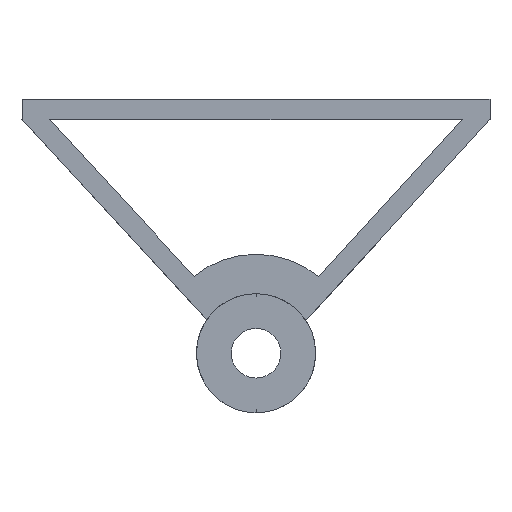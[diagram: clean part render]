
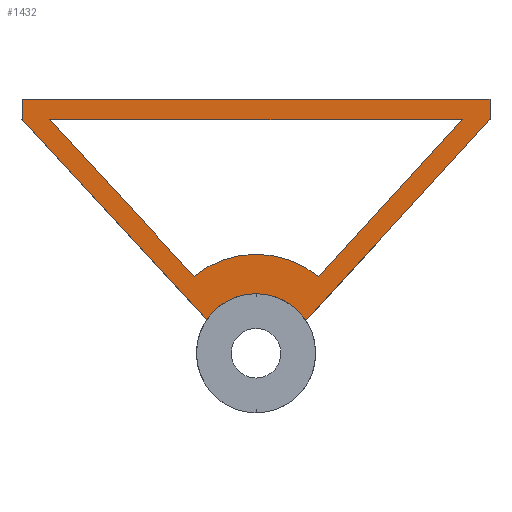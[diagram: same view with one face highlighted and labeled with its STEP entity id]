
A CAD part, left-side view. The second image highlights one B-rep face of the part: STEP entity #1432.
In plain terms, the highlighted planar face has unit normal (-1, 0, 0).
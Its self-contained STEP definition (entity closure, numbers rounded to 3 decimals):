
#12 = AXIS2_PLACEMENT_3D ( 'NONE', #1583, #1320, #189 ) ;
#13 = VECTOR ( 'NONE', #221, 1000. ) ;
#35 = AXIS2_PLACEMENT_3D ( 'NONE', #1652, #753, #1639 ) ;
#42 = DIRECTION ( 'NONE',  ( 0., -0.675, 0.738 ) ) ;
#59 = ORIENTED_EDGE ( 'NONE', *, *, #708, .T. ) ;
#87 = FACE_OUTER_BOUND ( 'NONE', #1427, .T. ) ;
#97 = EDGE_CURVE ( 'NONE', #925, #594, #882, .T. ) ;
#107 = CARTESIAN_POINT ( 'NONE',  ( -79.743, -36.805, 3.2 ) ) ;
#141 = VECTOR ( 'NONE', #595, 1000. ) ;
#168 = CARTESIAN_POINT ( 'NONE',  ( -79.743, 0.001, -36.771 ) ) ;
#189 = DIRECTION ( 'NONE',  ( 0., 0., -1. ) ) ;
#193 = CARTESIAN_POINT ( 'NONE',  ( -79.743, 36.805, 0. ) ) ;
#218 = ORIENTED_EDGE ( 'NONE', *, *, #968, .T. ) ;
#221 = DIRECTION ( 'NONE',  ( 0., 1., 0. ) ) ;
#224 = ORIENTED_EDGE ( 'NONE', *, *, #97, .F. ) ;
#227 = CARTESIAN_POINT ( 'NONE',  ( -79.743, 36.805, 0. ) ) ;
#243 = VECTOR ( 'NONE', #1111, 1000. ) ;
#255 = CARTESIAN_POINT ( 'NONE',  ( -79.743, 36.805, 3.2 ) ) ;
#269 = ORIENTED_EDGE ( 'NONE', *, *, #370, .F. ) ;
#282 = CARTESIAN_POINT ( 'NONE',  ( -79.743, 36.805, 3.2 ) ) ;
#300 = CARTESIAN_POINT ( 'NONE',  ( -79.743, -36.772, 0. ) ) ;
#309 = CARTESIAN_POINT ( 'NONE',  ( -79.743, 0.001, -27.402 ) ) ;
#325 = VERTEX_POINT ( 'NONE', #1173 ) ;
#370 = EDGE_CURVE ( 'NONE', #1286, #1591, #1018, .T. ) ;
#395 = AXIS2_PLACEMENT_3D ( 'NONE', #1109, #458, #1485 ) ;
#418 = VERTEX_POINT ( 'NONE', #1617 ) ;
#428 = EDGE_CURVE ( 'NONE', #418, #1313, #479, .T. ) ;
#441 = EDGE_CURVE ( 'NONE', #594, #941, #1249, .T. ) ;
#458 = DIRECTION ( 'NONE',  ( -1., 0., 0. ) ) ;
#461 = DIRECTION ( 'NONE',  ( 0., -1., 0. ) ) ;
#467 = PLANE ( 'NONE',  #12 ) ;
#479 = LINE ( 'NONE', #988, #13 ) ;
#481 = CARTESIAN_POINT ( 'NONE',  ( -79.743, 7.769, -31.533 ) ) ;
#503 = DIRECTION ( 'NONE',  ( 0., -1., 0. ) ) ;
#510 = CARTESIAN_POINT ( 'NONE',  ( -79.743, 36.825, 0.014 ) ) ;
#586 = EDGE_CURVE ( 'NONE', #606, #1296, #755, .T. ) ;
#594 = VERTEX_POINT ( 'NONE', #1525 ) ;
#595 = DIRECTION ( 'NONE',  ( 0., -1., 0. ) ) ;
#603 = CARTESIAN_POINT ( 'NONE',  ( -79.743, -36.805, 0. ) ) ;
#606 = VERTEX_POINT ( 'NONE', #1428 ) ;
#622 = LINE ( 'NONE', #227, #1555 ) ;
#629 = DIRECTION ( 'NONE',  ( 0., 0.675, -0.738 ) ) ;
#659 = EDGE_CURVE ( 'NONE', #325, #1058, #1065, .T. ) ;
#660 = VECTOR ( 'NONE', #1533, 1000. ) ;
#666 = VERTEX_POINT ( 'NONE', #953 ) ;
#669 = ORIENTED_EDGE ( 'NONE', *, *, #586, .T. ) ;
#688 = LINE ( 'NONE', #794, #1530 ) ;
#706 = VECTOR ( 'NONE', #629, 1000. ) ;
#708 = EDGE_CURVE ( 'NONE', #1286, #866, #688, .T. ) ;
#719 = CARTESIAN_POINT ( 'NONE',  ( -79.743, 36.805, 3.2 ) ) ;
#731 = FACE_BOUND ( 'NONE', #1548, .T. ) ;
#753 = DIRECTION ( 'NONE',  ( 1., 0., 0. ) ) ;
#755 = LINE ( 'NONE', #1543, #706 ) ;
#794 = CARTESIAN_POINT ( 'NONE',  ( -79.743, -36.785, 0.014 ) ) ;
#866 = VERTEX_POINT ( 'NONE', #300 ) ;
#882 = LINE ( 'NONE', #719, #141 ) ;
#925 = VERTEX_POINT ( 'NONE', #282 ) ;
#941 = VERTEX_POINT ( 'NONE', #603 ) ;
#953 = CARTESIAN_POINT ( 'NONE',  ( -79.743, 7.769, -31.533 ) ) ;
#968 = EDGE_CURVE ( 'NONE', #1313, #666, #1120, .T. ) ;
#988 = CARTESIAN_POINT ( 'NONE',  ( -79.743, 36.825, 0.014 ) ) ;
#1005 = CIRCLE ( 'NONE', #1511, 9.369 ) ;
#1007 = EDGE_CURVE ( 'NONE', #866, #941, #1365, .T. ) ;
#1018 = CIRCLE ( 'NONE', #395, 9.369 ) ;
#1044 = VECTOR ( 'NONE', #1461, 1000. ) ;
#1055 = CARTESIAN_POINT ( 'NONE',  ( -79.743, 32.462, 0. ) ) ;
#1058 = VERTEX_POINT ( 'NONE', #1055 ) ;
#1065 = LINE ( 'NONE', #1290, #1044 ) ;
#1109 = CARTESIAN_POINT ( 'NONE',  ( -79.743, 0.001, -36.771 ) ) ;
#1111 = DIRECTION ( 'NONE',  ( 0., -0.677, -0.736 ) ) ;
#1120 = LINE ( 'NONE', #481, #243 ) ;
#1125 = CARTESIAN_POINT ( 'NONE',  ( -79.743, -7.84, -31.643 ) ) ;
#1134 = LINE ( 'NONE', #255, #660 ) ;
#1173 = CARTESIAN_POINT ( 'NONE',  ( -79.743, 9.764, -24.644 ) ) ;
#1203 = ORIENTED_EDGE ( 'NONE', *, *, #659, .T. ) ;
#1213 = ORIENTED_EDGE ( 'NONE', *, *, #1216, .T. ) ;
#1216 = EDGE_CURVE ( 'NONE', #925, #418, #1134, .T. ) ;
#1218 = CIRCLE ( 'NONE', #35, 15.569 ) ;
#1246 = CARTESIAN_POINT ( 'NONE',  ( -79.743, -9.843, -24.71 ) ) ;
#1249 = LINE ( 'NONE', #107, #1590 ) ;
#1286 = VERTEX_POINT ( 'NONE', #1125 ) ;
#1290 = CARTESIAN_POINT ( 'NONE',  ( -79.743, 36.05, 3.895 ) ) ;
#1296 = VERTEX_POINT ( 'NONE', #1246 ) ;
#1301 = ORIENTED_EDGE ( 'NONE', *, *, #1595, .F. ) ;
#1313 = VERTEX_POINT ( 'NONE', #510 ) ;
#1320 = DIRECTION ( 'NONE',  ( 1., 0., 0. ) ) ;
#1322 = EDGE_CURVE ( 'NONE', #325, #1296, #1218, .T. ) ;
#1361 = VECTOR ( 'NONE', #461, 1000. ) ;
#1365 = LINE ( 'NONE', #193, #1361 ) ;
#1369 = EDGE_CURVE ( 'NONE', #1058, #606, #622, .T. ) ;
#1416 = ORIENTED_EDGE ( 'NONE', *, *, #428, .T. ) ;
#1427 = EDGE_LOOP ( 'NONE', ( #269, #59, #1634, #1632, #224, #1213, #1416, #218, #1301 ) ) ;
#1428 = CARTESIAN_POINT ( 'NONE',  ( -79.743, -32.436, 0. ) ) ;
#1429 = ORIENTED_EDGE ( 'NONE', *, *, #1369, .T. ) ;
#1432 = ADVANCED_FACE ( 'NONE', ( #87, #731 ), #467, .F. ) ;
#1461 = DIRECTION ( 'NONE',  ( 0., 0.677, 0.736 ) ) ;
#1476 = DIRECTION ( 'NONE',  ( 0., 0., 1. ) ) ;
#1485 = DIRECTION ( 'NONE',  ( 0., 0., 1. ) ) ;
#1511 = AXIS2_PLACEMENT_3D ( 'NONE', #168, #1599, #1476 ) ;
#1512 = ORIENTED_EDGE ( 'NONE', *, *, #1322, .F. ) ;
#1525 = CARTESIAN_POINT ( 'NONE',  ( -79.743, -36.805, 3.2 ) ) ;
#1530 = VECTOR ( 'NONE', #42, 1000. ) ;
#1533 = DIRECTION ( 'NONE',  ( 0., 0., -1. ) ) ;
#1543 = CARTESIAN_POINT ( 'NONE',  ( -79.743, -2.502, -32.739 ) ) ;
#1548 = EDGE_LOOP ( 'NONE', ( #1512, #1203, #1429, #669 ) ) ;
#1555 = VECTOR ( 'NONE', #503, 1000. ) ;
#1583 = CARTESIAN_POINT ( 'NONE',  ( -79.743, 36.805, 3.2 ) ) ;
#1590 = VECTOR ( 'NONE', #1635, 1000. ) ;
#1591 = VERTEX_POINT ( 'NONE', #309 ) ;
#1595 = EDGE_CURVE ( 'NONE', #1591, #666, #1005, .T. ) ;
#1599 = DIRECTION ( 'NONE',  ( -1., 0., 0. ) ) ;
#1617 = CARTESIAN_POINT ( 'NONE',  ( -79.743, 36.805, 0.014 ) ) ;
#1632 = ORIENTED_EDGE ( 'NONE', *, *, #441, .F. ) ;
#1634 = ORIENTED_EDGE ( 'NONE', *, *, #1007, .T. ) ;
#1635 = DIRECTION ( 'NONE',  ( 0., 0., -1. ) ) ;
#1639 = DIRECTION ( 'NONE',  ( 0., 0., -1. ) ) ;
#1652 = CARTESIAN_POINT ( 'NONE',  ( -79.743, 0.001, -36.771 ) ) ;
